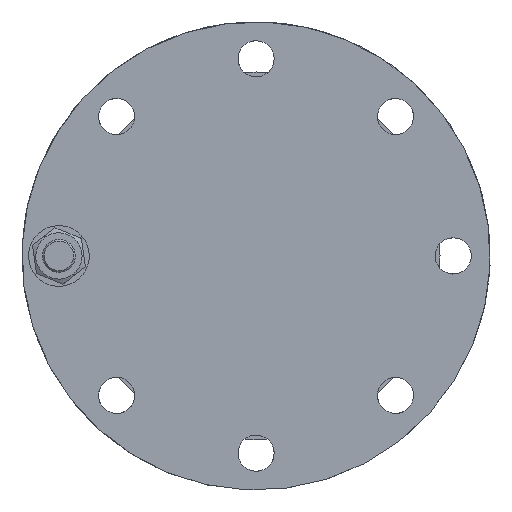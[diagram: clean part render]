
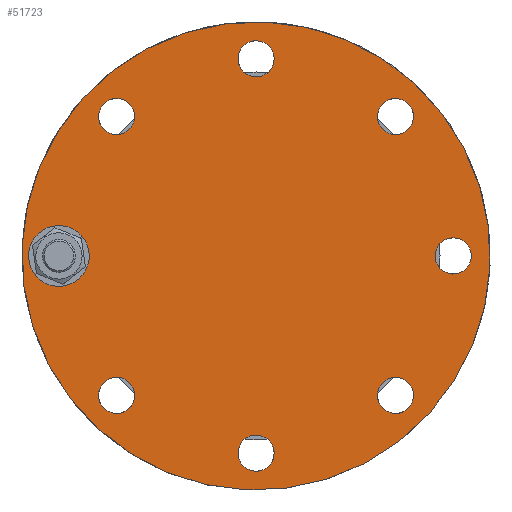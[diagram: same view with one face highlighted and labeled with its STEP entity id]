
A CAD part, left-side view. The second image highlights one B-rep face of the part: STEP entity #51723.
In plain terms, the highlighted face is planar.
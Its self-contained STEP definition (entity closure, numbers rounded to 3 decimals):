
#2924=FACE_BOUND('',#21888,.T.);
#2925=FACE_BOUND('',#21889,.T.);
#2926=FACE_BOUND('',#21890,.T.);
#2927=FACE_BOUND('',#21891,.T.);
#2928=FACE_BOUND('',#21892,.T.);
#2929=FACE_BOUND('',#21893,.T.);
#2930=FACE_BOUND('',#21894,.T.);
#2931=FACE_BOUND('',#21895,.T.);
#4314=PLANE('',#54240);
#18835=FACE_OUTER_BOUND('',#21887,.T.);
#21887=EDGE_LOOP('',(#48845));
#21888=EDGE_LOOP('',(#48846));
#21889=EDGE_LOOP('',(#48847));
#21890=EDGE_LOOP('',(#48848));
#21891=EDGE_LOOP('',(#48849));
#21892=EDGE_LOOP('',(#48850));
#21893=EDGE_LOOP('',(#48851));
#21894=EDGE_LOOP('',(#48852));
#21895=EDGE_LOOP('',(#48853));
#22553=CIRCLE('',#54218,11.);
#22555=CIRCLE('',#54221,11.);
#22557=CIRCLE('',#54224,11.);
#22559=CIRCLE('',#54227,11.);
#22561=CIRCLE('',#54230,11.);
#22563=CIRCLE('',#54233,11.);
#22565=CIRCLE('',#54236,11.);
#22567=CIRCLE('',#54239,11.);
#22568=CIRCLE('',#54241,142.5);
#27294=VERTEX_POINT('',#108110);
#27296=VERTEX_POINT('',#108115);
#27298=VERTEX_POINT('',#108120);
#27300=VERTEX_POINT('',#108125);
#27302=VERTEX_POINT('',#108130);
#27304=VERTEX_POINT('',#108135);
#27306=VERTEX_POINT('',#108140);
#27308=VERTEX_POINT('',#108145);
#27309=VERTEX_POINT('',#108148);
#34480=EDGE_CURVE('',#27294,#27294,#22553,.T.);
#34482=EDGE_CURVE('',#27296,#27296,#22555,.T.);
#34484=EDGE_CURVE('',#27298,#27298,#22557,.T.);
#34486=EDGE_CURVE('',#27300,#27300,#22559,.T.);
#34488=EDGE_CURVE('',#27302,#27302,#22561,.T.);
#34490=EDGE_CURVE('',#27304,#27304,#22563,.T.);
#34492=EDGE_CURVE('',#27306,#27306,#22565,.T.);
#34494=EDGE_CURVE('',#27308,#27308,#22567,.T.);
#34495=EDGE_CURVE('',#27309,#27309,#22568,.T.);
#48845=ORIENTED_EDGE('',*,*,#34495,.T.);
#48846=ORIENTED_EDGE('',*,*,#34480,.T.);
#48847=ORIENTED_EDGE('',*,*,#34482,.T.);
#48848=ORIENTED_EDGE('',*,*,#34484,.T.);
#48849=ORIENTED_EDGE('',*,*,#34486,.T.);
#48850=ORIENTED_EDGE('',*,*,#34488,.T.);
#48851=ORIENTED_EDGE('',*,*,#34490,.T.);
#48852=ORIENTED_EDGE('',*,*,#34492,.T.);
#48853=ORIENTED_EDGE('',*,*,#34494,.T.);
#51723=ADVANCED_FACE('',(#18835,#2924,#2925,#2926,#2927,#2928,#2929,#2930,
#2931),#4314,.T.);
#54218=AXIS2_PLACEMENT_3D('',#108111,#63006,#63007);
#54221=AXIS2_PLACEMENT_3D('',#108116,#63012,#63013);
#54224=AXIS2_PLACEMENT_3D('',#108121,#63018,#63019);
#54227=AXIS2_PLACEMENT_3D('',#108126,#63024,#63025);
#54230=AXIS2_PLACEMENT_3D('',#108131,#63030,#63031);
#54233=AXIS2_PLACEMENT_3D('',#108136,#63036,#63037);
#54236=AXIS2_PLACEMENT_3D('',#108141,#63042,#63043);
#54239=AXIS2_PLACEMENT_3D('',#108146,#63048,#63049);
#54240=AXIS2_PLACEMENT_3D('',#108147,#63050,#63051);
#54241=AXIS2_PLACEMENT_3D('',#108149,#63052,#63053);
#63006=DIRECTION('center_axis',(-1.,0.,0.));
#63007=DIRECTION('ref_axis',(0.,0.707,0.707));
#63012=DIRECTION('center_axis',(-1.,0.,0.));
#63013=DIRECTION('ref_axis',(0.,1.,0.));
#63018=DIRECTION('center_axis',(-1.,0.,0.));
#63019=DIRECTION('ref_axis',(0.,0.707,-0.707));
#63024=DIRECTION('center_axis',(-1.,0.,0.));
#63025=DIRECTION('ref_axis',(0.,0.,-1.));
#63030=DIRECTION('center_axis',(-1.,0.,0.));
#63031=DIRECTION('ref_axis',(0.,-0.707,-0.707));
#63036=DIRECTION('center_axis',(-1.,0.,0.));
#63037=DIRECTION('ref_axis',(0.,-1.,0.));
#63042=DIRECTION('center_axis',(-1.,0.,0.));
#63043=DIRECTION('ref_axis',(0.,-0.707,0.707));
#63048=DIRECTION('center_axis',(-1.,0.,0.));
#63049=DIRECTION('ref_axis',(0.,0.,1.));
#63050=DIRECTION('center_axis',(1.,0.,0.));
#63051=DIRECTION('ref_axis',(0.,0.,-1.));
#63052=DIRECTION('center_axis',(1.,0.,0.));
#63053=DIRECTION('ref_axis',(0.,1.,0.));
#108110=CARTESIAN_POINT('',(22.,103.087,-53.7));
#108111=CARTESIAN_POINT('Origin',(22.,110.866,-45.922));
#108115=CARTESIAN_POINT('',(22.,34.922,-110.866));
#108116=CARTESIAN_POINT('Origin',(22.,45.922,-110.866));
#108120=CARTESIAN_POINT('',(22.,-53.7,-103.087));
#108121=CARTESIAN_POINT('Origin',(22.,-45.922,-110.866));
#108125=CARTESIAN_POINT('',(22.,-110.866,-34.922));
#108126=CARTESIAN_POINT('Origin',(22.,-110.866,-45.922));
#108130=CARTESIAN_POINT('',(22.,-103.087,53.7));
#108131=CARTESIAN_POINT('Origin',(22.,-110.866,45.922));
#108135=CARTESIAN_POINT('',(22.,-34.922,110.866));
#108136=CARTESIAN_POINT('Origin',(22.,-45.922,110.866));
#108140=CARTESIAN_POINT('',(22.,53.7,103.087));
#108141=CARTESIAN_POINT('Origin',(22.,45.922,110.866));
#108145=CARTESIAN_POINT('',(22.,110.866,34.922));
#108146=CARTESIAN_POINT('Origin',(22.,110.866,45.922));
#108147=CARTESIAN_POINT('Origin',(22.,71.25,0.));
#108148=CARTESIAN_POINT('',(22.,142.5,0.));
#108149=CARTESIAN_POINT('Origin',(22.,0.,0.));
